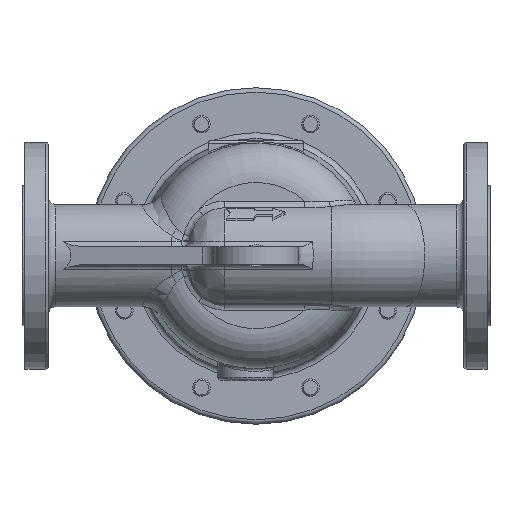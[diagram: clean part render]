
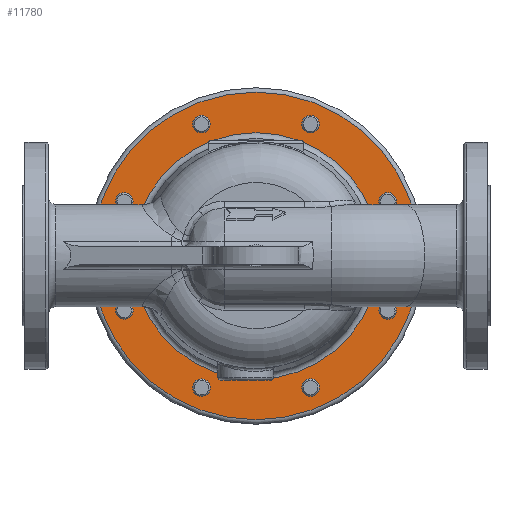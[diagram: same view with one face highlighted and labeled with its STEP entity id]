
A CAD part, top view. The second image highlights one B-rep face of the part: STEP entity #11780.
In plain terms, the highlighted planar face has unit normal (0, 0, 1).
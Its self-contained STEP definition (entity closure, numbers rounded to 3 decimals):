
#6791=CARTESIAN_POINT('',(-33.069,85.836,167.5));
#6792=VERTEX_POINT('',#6791);
#6793=CARTESIAN_POINT('',(-37.312,90.078,167.5));
#6794=DIRECTION('',(0.0,0.0,-1.0));
#6795=DIRECTION('',(-0.707,0.707,0.0));
#6796=AXIS2_PLACEMENT_3D('',#6793,#6794,#6795);
#6797=CIRCLE('',#6796,6.);
#6798=EDGE_CURVE('',#6792,#6792,#6797,.T.);
#6905=CARTESIAN_POINT('',(37.312,84.078,167.5));
#6906=VERTEX_POINT('',#6905);
#6907=CARTESIAN_POINT('',(37.312,90.078,167.5));
#6908=DIRECTION('',(0.0,0.0,-1.0));
#6909=DIRECTION('',(0.0,1.0,0.0));
#6910=AXIS2_PLACEMENT_3D('',#6907,#6908,#6909);
#6911=CIRCLE('',#6910,6.);
#6912=EDGE_CURVE('',#6906,#6906,#6911,.T.);
#7019=CARTESIAN_POINT('',(85.836,33.069,167.5));
#7020=VERTEX_POINT('',#7019);
#7021=CARTESIAN_POINT('',(90.078,37.312,167.5));
#7022=DIRECTION('',(0.0,0.0,-1.0));
#7023=DIRECTION('',(0.707,0.707,0.0));
#7024=AXIS2_PLACEMENT_3D('',#7021,#7022,#7023);
#7025=CIRCLE('',#7024,6.);
#7026=EDGE_CURVE('',#7020,#7020,#7025,.T.);
#7133=CARTESIAN_POINT('',(84.078,-37.312,167.5));
#7134=VERTEX_POINT('',#7133);
#7135=CARTESIAN_POINT('',(90.078,-37.312,167.5));
#7136=DIRECTION('',(0.0,0.0,-1.0));
#7137=DIRECTION('',(1.0,0.0,0.0));
#7138=AXIS2_PLACEMENT_3D('',#7135,#7136,#7137);
#7139=CIRCLE('',#7138,6.);
#7140=EDGE_CURVE('',#7134,#7134,#7139,.T.);
#7247=CARTESIAN_POINT('',(33.069,-85.836,167.5));
#7248=VERTEX_POINT('',#7247);
#7249=CARTESIAN_POINT('',(37.312,-90.078,167.5));
#7250=DIRECTION('',(0.0,0.0,-1.0));
#7251=DIRECTION('',(0.707,-0.707,0.0));
#7252=AXIS2_PLACEMENT_3D('',#7249,#7250,#7251);
#7253=CIRCLE('',#7252,6.);
#7254=EDGE_CURVE('',#7248,#7248,#7253,.T.);
#7361=CARTESIAN_POINT('',(-37.312,-84.078,167.5));
#7362=VERTEX_POINT('',#7361);
#7363=CARTESIAN_POINT('',(-37.312,-90.078,167.5));
#7364=DIRECTION('',(0.0,0.0,-1.0));
#7365=DIRECTION('',(0.0,-1.0,0.0));
#7366=AXIS2_PLACEMENT_3D('',#7363,#7364,#7365);
#7367=CIRCLE('',#7366,6.);
#7368=EDGE_CURVE('',#7362,#7362,#7367,.T.);
#7475=CARTESIAN_POINT('',(-85.836,-33.069,167.5));
#7476=VERTEX_POINT('',#7475);
#7477=CARTESIAN_POINT('',(-90.078,-37.312,167.5));
#7478=DIRECTION('',(0.0,0.0,-1.0));
#7479=DIRECTION('',(-0.707,-0.707,0.0));
#7480=AXIS2_PLACEMENT_3D('',#7477,#7478,#7479);
#7481=CIRCLE('',#7480,6.);
#7482=EDGE_CURVE('',#7476,#7476,#7481,.T.);
#9206=CARTESIAN_POINT('',(-84.078,37.312,167.5));
#9207=VERTEX_POINT('',#9206);
#9208=CARTESIAN_POINT('',(-90.078,37.312,167.5));
#9209=DIRECTION('',(0.0,0.0,-1.0));
#9210=DIRECTION('',(-1.0,0.0,0.0));
#9211=AXIS2_PLACEMENT_3D('',#9208,#9209,#9210);
#9212=CIRCLE('',#9211,6.);
#9213=EDGE_CURVE('',#9207,#9207,#9212,.T.);
#11714=CARTESIAN_POINT('',(112.0,0.,167.5));
#11715=VERTEX_POINT('',#11714);
#11716=CARTESIAN_POINT('',(0.0,0.0,167.5));
#11717=DIRECTION('',(0.0,0.0,-1.0));
#11718=DIRECTION('',(-1.0,0.0,0.0));
#11719=AXIS2_PLACEMENT_3D('',#11716,#11717,#11718);
#11720=CIRCLE('',#11719,112.0);
#11721=EDGE_CURVE('',#11715,#11715,#11720,.T.);
#11737=CARTESIAN_POINT('',(0.0,0.0,167.5));
#11738=DIRECTION('',(0.0,0.0,-1.0));
#11739=DIRECTION('',(-1.0,0.0,0.0));
#11740=AXIS2_PLACEMENT_3D('',#11737,#11738,#11739);
#11741=PLANE('',#11740);
#11742=ORIENTED_EDGE('',*,*,#11721,.F.);
#11743=EDGE_LOOP('',(#11742));
#11744=FACE_OUTER_BOUND('',#11743,.T.);
#11745=ORIENTED_EDGE('',*,*,#6798,.T.);
#11746=EDGE_LOOP('',(#11745));
#11747=FACE_BOUND('',#11746,.T.);
#11748=ORIENTED_EDGE('',*,*,#6912,.T.);
#11749=EDGE_LOOP('',(#11748));
#11750=FACE_BOUND('',#11749,.T.);
#11751=ORIENTED_EDGE('',*,*,#7026,.T.);
#11752=EDGE_LOOP('',(#11751));
#11753=FACE_BOUND('',#11752,.T.);
#11754=ORIENTED_EDGE('',*,*,#7140,.T.);
#11755=EDGE_LOOP('',(#11754));
#11756=FACE_BOUND('',#11755,.T.);
#11757=ORIENTED_EDGE('',*,*,#7254,.T.);
#11758=EDGE_LOOP('',(#11757));
#11759=FACE_BOUND('',#11758,.T.);
#11760=ORIENTED_EDGE('',*,*,#7368,.T.);
#11761=EDGE_LOOP('',(#11760));
#11762=FACE_BOUND('',#11761,.T.);
#11763=ORIENTED_EDGE('',*,*,#7482,.T.);
#11764=EDGE_LOOP('',(#11763));
#11765=FACE_BOUND('',#11764,.T.);
#11766=ORIENTED_EDGE('',*,*,#9213,.T.);
#11767=EDGE_LOOP('',(#11766));
#11768=FACE_BOUND('',#11767,.T.);
#11769=CARTESIAN_POINT('',(-84.279,0.,167.5));
#11770=VERTEX_POINT('',#11769);
#11771=CARTESIAN_POINT('',(0.0,0.0,167.5));
#11772=DIRECTION('',(0.0,0.0,1.0));
#11773=DIRECTION('',(1.0,0.0,0.0));
#11774=AXIS2_PLACEMENT_3D('',#11771,#11772,#11773);
#11775=CIRCLE('',#11774,84.279);
#11776=EDGE_CURVE('',#11770,#11770,#11775,.T.);
#11777=ORIENTED_EDGE('',*,*,#11776,.F.);
#11778=EDGE_LOOP('',(#11777));
#11779=FACE_BOUND('',#11778,.T.);
#11780=ADVANCED_FACE('',(#11744,#11747,#11750,#11753,#11756,#11759,#11762,#11765,#11768,#11779),#11741,.F.);
